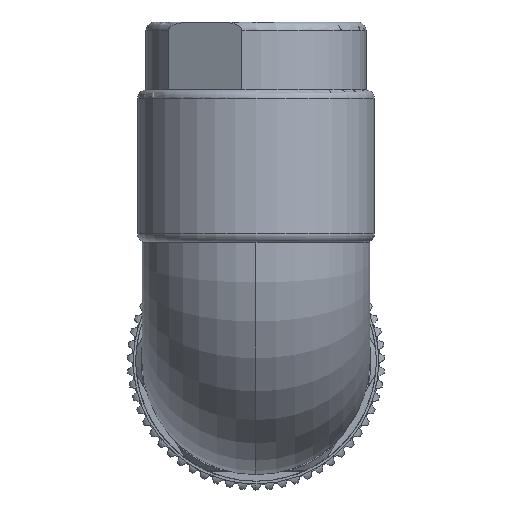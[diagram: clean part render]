
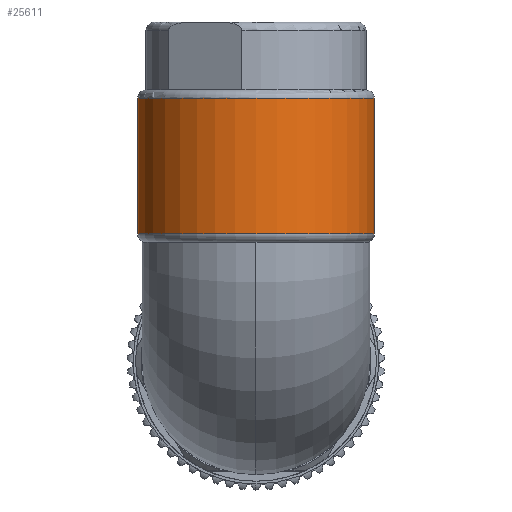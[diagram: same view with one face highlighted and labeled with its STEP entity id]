
A CAD part, top view. The second image highlights one B-rep face of the part: STEP entity #25611.
In plain terms, the highlighted cylindrical face has radius 7 mm (diameter 14 mm), a partial arc.
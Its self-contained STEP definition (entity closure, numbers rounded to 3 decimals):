
#25542=AXIS2_PLACEMENT_3D('Circle Axis2P3D',#25540,#25541,$) ;
#25598=AXIS2_PLACEMENT_3D('Cylinder Axis2P3D',#25595,#25596,#25597) ;
#25602=AXIS2_PLACEMENT_3D('Circle Axis2P3D',#25600,#25601,$) ;
#25506=CARTESIAN_POINT('Vertex',(-3.165,19.337,36.335)) ;
#25513=CARTESIAN_POINT('Vertex',(10.835,19.337,36.335)) ;
#25540=CARTESIAN_POINT('Axis2P3D Location',(3.835,19.337,36.335)) ;
#25569=CARTESIAN_POINT('Line Origine',(-3.165,22.537,36.335)) ;
#25573=CARTESIAN_POINT('Vertex',(-3.165,11.331,36.335)) ;
#25576=CARTESIAN_POINT('Line Origine',(10.835,22.537,36.335)) ;
#25580=CARTESIAN_POINT('Vertex',(10.835,11.331,36.335)) ;
#25595=CARTESIAN_POINT('Axis2P3D Location',(3.835,22.537,36.335)) ;
#25600=CARTESIAN_POINT('Axis2P3D Location',(3.835,11.331,36.335)) ;
#25541=DIRECTION('Axis2P3D Direction',(0.,1.,0.)) ;
#25570=DIRECTION('Vector Direction',(0.,-1.,0.)) ;
#25577=DIRECTION('Vector Direction',(0.,-1.,0.)) ;
#25596=DIRECTION('Axis2P3D Direction',(0.,-1.,0.)) ;
#25597=DIRECTION('Axis2P3D XDirection',(1.,0.,0.)) ;
#25601=DIRECTION('Axis2P3D Direction',(0.,-1.,0.)) ;
#25571=VECTOR('Line Direction',#25570,1.) ;
#25578=VECTOR('Line Direction',#25577,1.) ;
#25606=ORIENTED_EDGE('',*,*,#25582,.T.) ;
#25607=ORIENTED_EDGE('',*,*,#25544,.T.) ;
#25608=ORIENTED_EDGE('',*,*,#25575,.T.) ;
#25609=ORIENTED_EDGE('',*,*,#25604,.T.) ;
#25611=ADVANCED_FACE('koes2D1C3D2Fmzw7.1\\MANIFOLD_SOLID_BREP #181',(#25610),#25599,.T.) ;
#25543=CIRCLE('generated circle',#25542,7.) ;
#25603=CIRCLE('generated circle',#25602,7.) ;
#25599=CYLINDRICAL_SURFACE('generated cylinder',#25598,7.) ;
#25544=EDGE_CURVE('',#25514,#25507,#25543,.F.) ;
#25575=EDGE_CURVE('',#25507,#25574,#25572,.T.) ;
#25582=EDGE_CURVE('',#25581,#25514,#25579,.F.) ;
#25604=EDGE_CURVE('',#25574,#25581,#25603,.F.) ;
#25605=EDGE_LOOP('',(#25606,#25607,#25608,#25609)) ;
#25610=FACE_OUTER_BOUND('',#25605,.T.) ;
#25572=LINE('Line',#25569,#25571) ;
#25579=LINE('Line',#25576,#25578) ;
#25507=VERTEX_POINT('',#25506) ;
#25514=VERTEX_POINT('',#25513) ;
#25574=VERTEX_POINT('',#25573) ;
#25581=VERTEX_POINT('',#25580) ;
